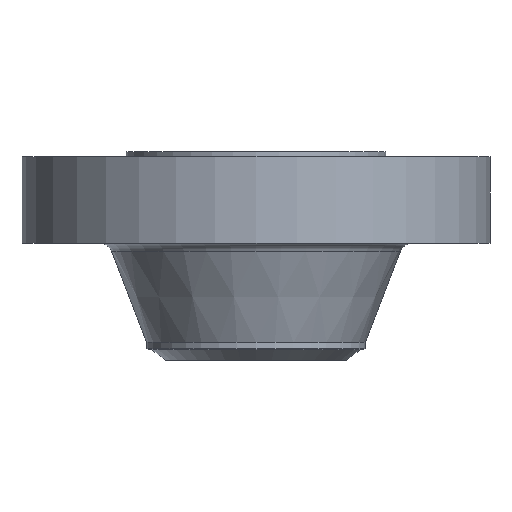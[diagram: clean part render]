
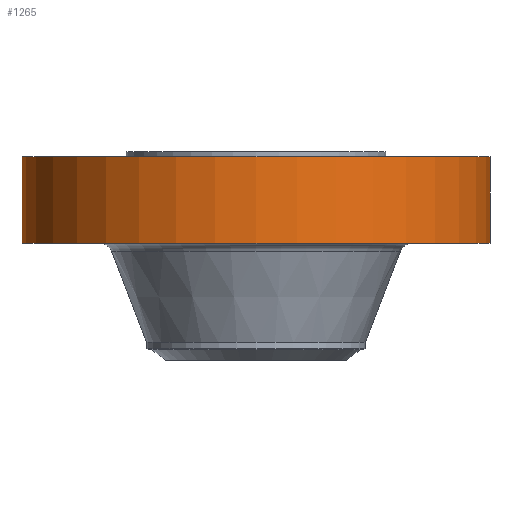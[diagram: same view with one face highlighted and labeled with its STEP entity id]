
A CAD part, front view. The second image highlights one B-rep face of the part: STEP entity #1265.
In plain terms, the highlighted cylindrical face has radius 292.1 mm (diameter 584.2 mm), a partial arc.
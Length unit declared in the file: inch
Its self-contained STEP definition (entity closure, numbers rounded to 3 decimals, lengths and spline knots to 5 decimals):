
#31 = CIRCLE ( 'NONE', #221, 11.5 ) ;
#50 = ORIENTED_EDGE ( 'NONE', *, *, #1317, .T. ) ;
#156 = DIRECTION ( 'NONE',  ( 1., 0., 0. ) ) ;
#165 = VERTEX_POINT ( 'NONE', #874 ) ;
#219 = CARTESIAN_POINT ( 'NONE',  ( -11.5, 0., -4.5 ) ) ;
#221 = AXIS2_PLACEMENT_3D ( 'NONE', #276, #379, #1087 ) ;
#276 = CARTESIAN_POINT ( 'NONE',  ( 0., 0., -4.5 ) ) ;
#282 = EDGE_CURVE ( 'NONE', #915, #1228, #319, .T. ) ;
#293 = LINE ( 'NONE', #873, #727 ) ;
#319 = LINE ( 'NONE', #1125, #657 ) ;
#342 = AXIS2_PLACEMENT_3D ( 'NONE', #695, #481, #599 ) ;
#349 = EDGE_LOOP ( 'NONE', ( #1152, #50, #716, #1394 ) ) ;
#379 = DIRECTION ( 'NONE',  ( 0., 0., 1. ) ) ;
#422 = DIRECTION ( 'NONE',  ( 0., 0., 1. ) ) ;
#479 = VERTEX_POINT ( 'NONE', #219 ) ;
#481 = DIRECTION ( 'NONE',  ( 0., 0., 1. ) ) ;
#504 = DIRECTION ( 'NONE',  ( 0., 0., 1. ) ) ;
#509 = FACE_OUTER_BOUND ( 'NONE', #349, .T. ) ;
#599 = DIRECTION ( 'NONE',  ( 1., 0., 0. ) ) ;
#657 = VECTOR ( 'NONE', #422, 39.37008 ) ;
#695 = CARTESIAN_POINT ( 'NONE',  ( 0., 0., -0.25 ) ) ;
#716 = ORIENTED_EDGE ( 'NONE', *, *, #282, .T. ) ;
#719 = CARTESIAN_POINT ( 'NONE',  ( 11.5, 0., -0.25 ) ) ;
#727 = VECTOR ( 'NONE', #1322, 39.37008 ) ;
#810 = EDGE_CURVE ( 'NONE', #165, #1228, #960, .T. ) ;
#873 = CARTESIAN_POINT ( 'NONE',  ( -11.5, 0., 0. ) ) ;
#874 = CARTESIAN_POINT ( 'NONE',  ( -11.5, 0., -0.25 ) ) ;
#877 = AXIS2_PLACEMENT_3D ( 'NONE', #974, #504, #156 ) ;
#915 = VERTEX_POINT ( 'NONE', #1219 ) ;
#943 = EDGE_CURVE ( 'NONE', #479, #165, #293, .T. ) ;
#960 = CIRCLE ( 'NONE', #342, 11.5 ) ;
#974 = CARTESIAN_POINT ( 'NONE',  ( 0., 0., 0. ) ) ;
#1087 = DIRECTION ( 'NONE',  ( 1., 0., 0. ) ) ;
#1125 = CARTESIAN_POINT ( 'NONE',  ( 11.5, 0., 0. ) ) ;
#1152 = ORIENTED_EDGE ( 'NONE', *, *, #943, .F. ) ;
#1219 = CARTESIAN_POINT ( 'NONE',  ( 11.5, 0., -4.5 ) ) ;
#1228 = VERTEX_POINT ( 'NONE', #719 ) ;
#1265 = ADVANCED_FACE ( 'NONE', ( #509 ), #1327, .T. ) ;
#1317 = EDGE_CURVE ( 'NONE', #479, #915, #31, .T. ) ;
#1322 = DIRECTION ( 'NONE',  ( 0., 0., 1. ) ) ;
#1327 = CYLINDRICAL_SURFACE ( 'NONE', #877, 11.5 ) ;
#1394 = ORIENTED_EDGE ( 'NONE', *, *, #810, .F. ) ;
